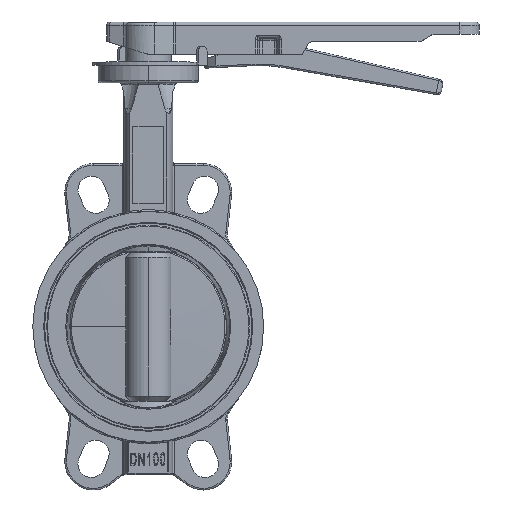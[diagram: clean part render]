
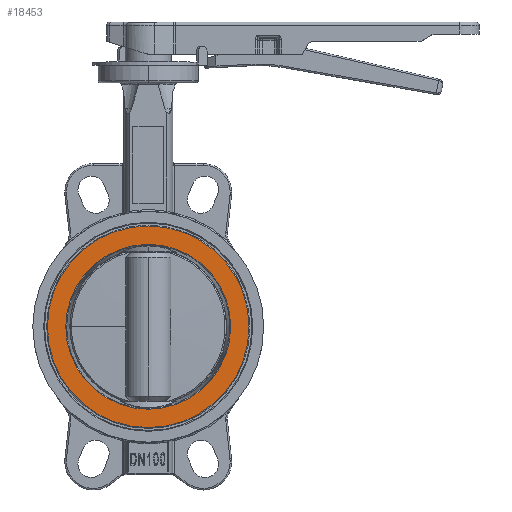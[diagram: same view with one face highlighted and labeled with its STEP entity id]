
A CAD part, top view. The second image highlights one B-rep face of the part: STEP entity #18453.
In plain terms, the highlighted planar face has unit normal (0, 0, 1).
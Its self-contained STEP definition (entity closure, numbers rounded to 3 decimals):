
#36 = DIRECTION ( 'NONE',  ( 1., 0., 0. ) ) ;
#338 = CARTESIAN_POINT ( 'NONE',  ( -238.488, -40.227, 325.15 ) ) ;
#1259 = FACE_BOUND ( 'NONE', #6249, .T. ) ;
#2880 = CARTESIAN_POINT ( 'NONE',  ( -184.932, -40.227, 325.15 ) ) ;
#4750 = DIRECTION ( 'NONE',  ( 0., 0., 1. ) ) ;
#4819 = AXIS2_PLACEMENT_3D ( 'NONE', #16295, #4750, #18211 ) ;
#4841 = DIRECTION ( 'NONE',  ( 1., 0., 0. ) ) ;
#5613 = VERTEX_POINT ( 'NONE', #24805 ) ;
#5628 = ORIENTED_EDGE ( 'NONE', *, *, #8501, .T. ) ;
#5784 = FACE_OUTER_BOUND ( 'NONE', #6764, .T. ) ;
#5916 = AXIS2_PLACEMENT_3D ( 'NONE', #19682, #8204, #21617 ) ;
#6249 = EDGE_LOOP ( 'NONE', ( #24828, #7380 ) ) ;
#6764 = EDGE_LOOP ( 'NONE', ( #18703, #5628 ) ) ;
#7380 = ORIENTED_EDGE ( 'NONE', *, *, #8559, .T. ) ;
#8204 = DIRECTION ( 'NONE',  ( 0., 0., 1. ) ) ;
#8501 = EDGE_CURVE ( 'NONE', #24169, #15685, #17649, .T. ) ;
#8559 = EDGE_CURVE ( 'NONE', #22262, #5613, #11359, .T. ) ;
#9671 = CARTESIAN_POINT ( 'NONE',  ( -184.932, -40.227, 325.15 ) ) ;
#10755 = CARTESIAN_POINT ( 'NONE',  ( -184.932, -40.227, 325.15 ) ) ;
#11359 = CIRCLE ( 'NONE', #15150, 53.555 ) ;
#11616 = DIRECTION ( 'NONE',  ( 0., 0., 1. ) ) ;
#11637 = AXIS2_PLACEMENT_3D ( 'NONE', #2880, #16381, #4841 ) ;
#12701 = EDGE_CURVE ( 'NONE', #15685, #24169, #20799, .T. ) ;
#12708 = DIRECTION ( 'NONE',  ( 1., 0., 0. ) ) ;
#14334 = EDGE_CURVE ( 'NONE', #5613, #22262, #23499, .T. ) ;
#15150 = AXIS2_PLACEMENT_3D ( 'NONE', #10755, #24178, #12708 ) ;
#15685 = VERTEX_POINT ( 'NONE', #25011 ) ;
#16295 = CARTESIAN_POINT ( 'NONE',  ( -184.932, -40.227, 325.15 ) ) ;
#16381 = DIRECTION ( 'NONE',  ( 0., 0., -1. ) ) ;
#16687 = CARTESIAN_POINT ( 'NONE',  ( -250.432, -40.227, 325.15 ) ) ;
#17649 = CIRCLE ( 'NONE', #4819, 65.5 ) ;
#18211 = DIRECTION ( 'NONE',  ( 1., 0., 0. ) ) ;
#18453 = ADVANCED_FACE ( 'NONE', ( #5784, #1259 ), #21143, .T. ) ;
#18607 = AXIS2_PLACEMENT_3D ( 'NONE', #9671, #11616, #36 ) ;
#18703 = ORIENTED_EDGE ( 'NONE', *, *, #12701, .T. ) ;
#19682 = CARTESIAN_POINT ( 'NONE',  ( -184.932, -40.227, 325.15 ) ) ;
#20799 = CIRCLE ( 'NONE', #5916, 65.5 ) ;
#21143 = PLANE ( 'NONE',  #18607 ) ;
#21617 = DIRECTION ( 'NONE',  ( 1., 0., 0. ) ) ;
#22262 = VERTEX_POINT ( 'NONE', #338 ) ;
#23499 = CIRCLE ( 'NONE', #11637, 53.555 ) ;
#24169 = VERTEX_POINT ( 'NONE', #16687 ) ;
#24178 = DIRECTION ( 'NONE',  ( 0., 0., -1. ) ) ;
#24805 = CARTESIAN_POINT ( 'NONE',  ( -131.377, -40.227, 325.15 ) ) ;
#24828 = ORIENTED_EDGE ( 'NONE', *, *, #14334, .T. ) ;
#25011 = CARTESIAN_POINT ( 'NONE',  ( -119.432, -40.227, 325.15 ) ) ;
